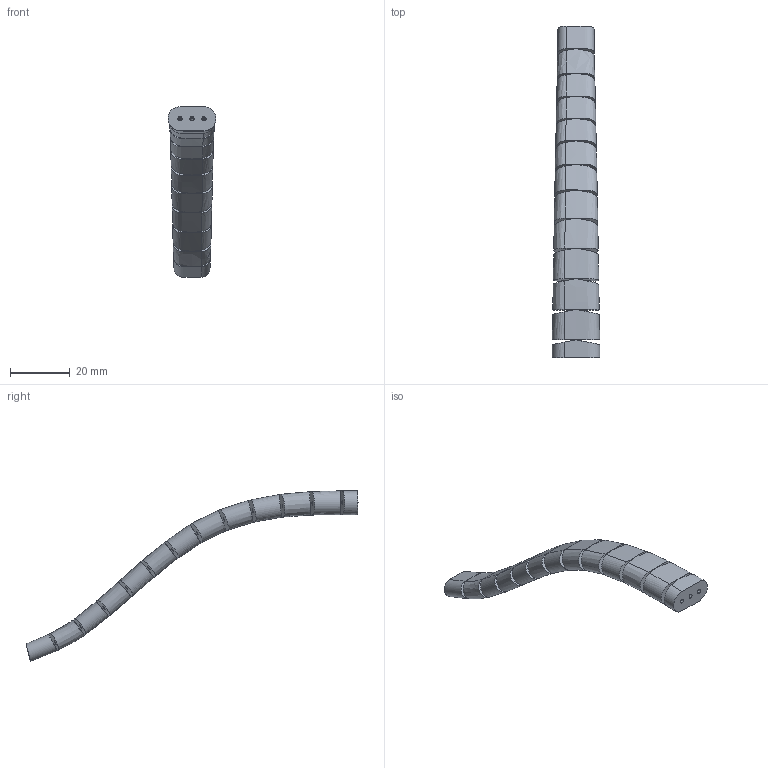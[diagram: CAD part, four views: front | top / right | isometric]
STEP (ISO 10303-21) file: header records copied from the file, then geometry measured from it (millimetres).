
FILE_DESCRIPTION (( 'STEP AP214' ), '1' );
FILE_NAME ('STAART.STEP', '2026-01-14T12:35:07', ( '' ), ( '' ), 'SwSTEP 2.0', 'SolidWorks 2025', '' );
FILE_SCHEMA (( 'AUTOMOTIVE_DESIGN' ));
Length unit declared in the file: millimetre
Products named in the file (1): STAART
Bounding box: 15.99 x 110.75 x 56.9 mm (x, y, z)
Volume: 9773.9 mm3; surface area: 7893.6 mm2
Topology: 1 solids, 1 shells, 156 faces, 534 edges, 356 vertices
Faces by surface type: bspline 56, cylinder 50, plane 50
Entity records: 20014 total; most frequent: CARTESIAN_POINT 16278, ORIENTED_EDGE 1068, EDGE_CURVE 534, B_SPLINE_CURVE_WITH_KNOTS 428, VERTEX_POINT 356, DIRECTION 300, EDGE_LOOP 234, ADVANCED_FACE 156
